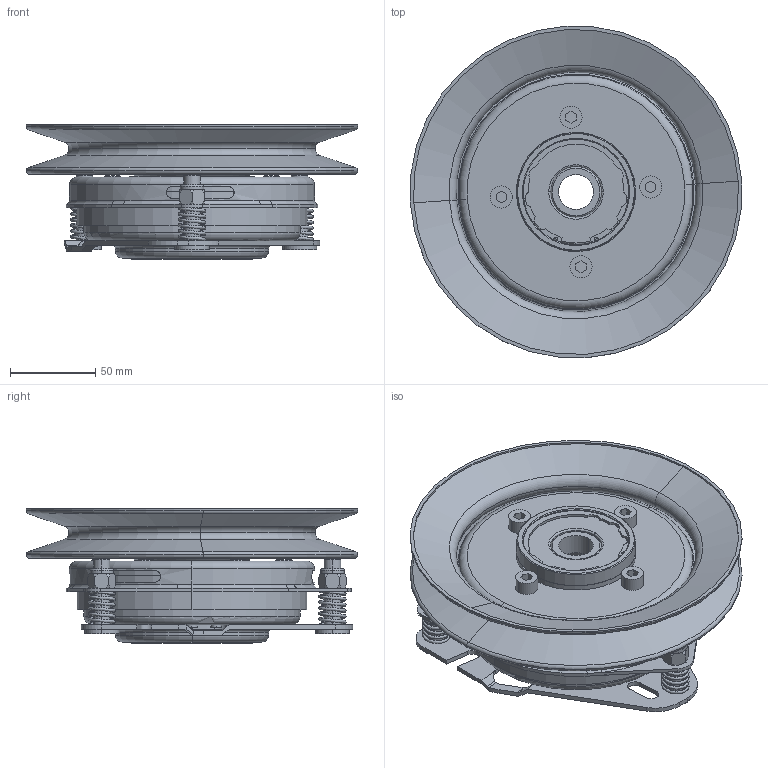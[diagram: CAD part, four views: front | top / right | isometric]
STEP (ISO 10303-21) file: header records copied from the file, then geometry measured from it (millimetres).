
FILE_DESCRIPTION (( 'STEP AP203' ), '1' );
FILE_NAME ('53540200_MGCL&BR.STEP', '2016-08-30T22:41:39', ( '' ), ( '' ), 'SwSTEP 2.0', 'SolidWorks 2014', '' );
FILE_SCHEMA (( 'CONFIG_CONTROL_DESIGN' ));
Length unit declared in the file: millimetre
Products named in the file (1): 53540200_MGCL&BR
Bounding box: 194.62 x 194.62 x 78.8 mm (x, y, z)
Volume: 806916.6 mm3; surface area: 266329.2 mm2
Topology: 1 solids, 24 shells, 903 faces, 2226 edges, 1409 vertices
Faces by surface type: plane 362, cylinder 347, cone 81, torus 69, sphere 32, bspline 12
Entity records: 31529 total; most frequent: CARTESIAN_POINT 9176, DIRECTION 4999, ORIENTED_EDGE 4432, EDGE_CURVE 2216, AXIS2_PLACEMENT_3D 1986, VERTEX_POINT 1409, CIRCLE 1094, EDGE_LOOP 1081
